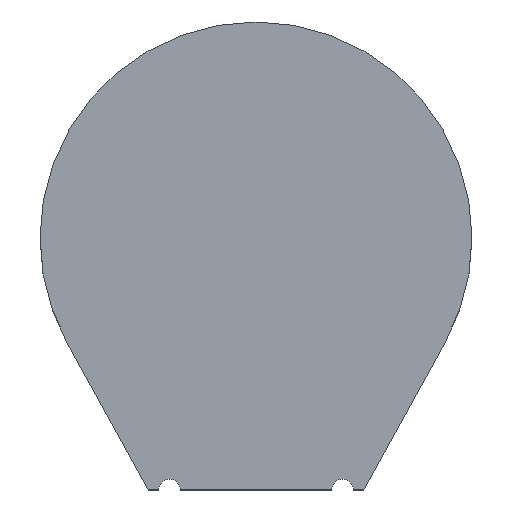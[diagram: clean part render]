
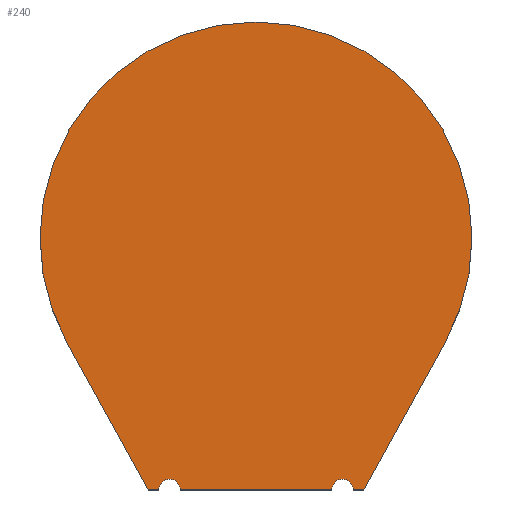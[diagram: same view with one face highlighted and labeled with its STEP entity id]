
A CAD part, top view. The second image highlights one B-rep face of the part: STEP entity #240.
In plain terms, the highlighted planar face has unit normal (0, 0, 1).
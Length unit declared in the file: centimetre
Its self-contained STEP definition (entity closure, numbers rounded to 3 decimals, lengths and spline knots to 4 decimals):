
#6 = CIRCLE ( 'NONE', #311, 3. ) ;
#10 = ORIENTED_EDGE ( 'NONE', *, *, #164, .T. ) ;
#15 = EDGE_CURVE ( 'NONE', #140, #366, #26, .T. ) ;
#16 = LINE ( 'NONE', #431, #219 ) ;
#18 = CARTESIAN_POINT ( 'NONE',  ( -1.35, -3.5, 0.0754 ) ) ;
#26 = CIRCLE ( 'NONE', #244, 0.15 ) ;
#30 = PLANE ( 'NONE',  #372 ) ;
#35 = DIRECTION ( 'NONE',  ( 0., 0., 1. ) ) ;
#41 = CARTESIAN_POINT ( 'NONE',  ( 3., 0., 0.0754 ) ) ;
#46 = CARTESIAN_POINT ( 'NONE',  ( 1.2, -3.5, 0.0754 ) ) ;
#48 = ORIENTED_EDGE ( 'NONE', *, *, #220, .T. ) ;
#62 = DIRECTION ( 'NONE',  ( 0., 0., 1. ) ) ;
#69 = CIRCLE ( 'NONE', #416, 0.15 ) ;
#70 = DIRECTION ( 'NONE',  ( 1., 0., 0. ) ) ;
#74 = CARTESIAN_POINT ( 'NONE',  ( 0., 0., 0.0754 ) ) ;
#76 = EDGE_CURVE ( 'NONE', #315, #140, #359, .T. ) ;
#78 = VECTOR ( 'NONE', #163, 100. ) ;
#82 = VERTEX_POINT ( 'NONE', #158 ) ;
#88 = EDGE_CURVE ( 'NONE', #116, #425, #16, .T. ) ;
#89 = CARTESIAN_POINT ( 'NONE',  ( -1.5, -3.5, 0.0754 ) ) ;
#101 = CARTESIAN_POINT ( 'NONE',  ( 2.6293, -1.4446, 0.0754 ) ) ;
#106 = DIRECTION ( 'NONE',  ( 1., 0., 0. ) ) ;
#107 = ORIENTED_EDGE ( 'NONE', *, *, #15, .T. ) ;
#110 = ORIENTED_EDGE ( 'NONE', *, *, #318, .T. ) ;
#116 = VERTEX_POINT ( 'NONE', #89 ) ;
#123 = CIRCLE ( 'NONE', #273, 3. ) ;
#139 = LINE ( 'NONE', #413, #78 ) ;
#140 = VERTEX_POINT ( 'NONE', #293 ) ;
#141 = DIRECTION ( 'NONE',  ( 1., 0., 0. ) ) ;
#147 = CARTESIAN_POINT ( 'NONE',  ( -2.6293, -1.4446, 0.0754 ) ) ;
#158 = CARTESIAN_POINT ( 'NONE',  ( 1.5, -3.5, 0.0754 ) ) ;
#162 = CARTESIAN_POINT ( 'NONE',  ( 0., 0., 0.0754 ) ) ;
#163 = DIRECTION ( 'NONE',  ( 0.482, 0.876, 0. ) ) ;
#164 = EDGE_CURVE ( 'NONE', #366, #82, #357, .T. ) ;
#166 = CARTESIAN_POINT ( 'NONE',  ( 0., 0., 0.0754 ) ) ;
#167 = VERTEX_POINT ( 'NONE', #18 ) ;
#168 = VECTOR ( 'NONE', #195, 100. ) ;
#176 = CARTESIAN_POINT ( 'NONE',  ( -3., 0., 0.0754 ) ) ;
#177 = DIRECTION ( 'NONE',  ( 0., 0., -1. ) ) ;
#181 = EDGE_CURVE ( 'NONE', #270, #371, #6, .T. ) ;
#183 = CIRCLE ( 'NONE', #436, 3. ) ;
#195 = DIRECTION ( 'NONE',  ( 1., 0., 0. ) ) ;
#199 = FACE_OUTER_BOUND ( 'NONE', #213, .T. ) ;
#201 = CARTESIAN_POINT ( 'NONE',  ( 1.35, -3.5, 0.0754 ) ) ;
#204 = CARTESIAN_POINT ( 'NONE',  ( 0., -3.5, 0.0754 ) ) ;
#209 = EDGE_CURVE ( 'NONE', #315, #167, #69, .T. ) ;
#213 = EDGE_LOOP ( 'NONE', ( #280, #107, #10, #110, #48, #340, #236, #375, #320, #338 ) ) ;
#219 = VECTOR ( 'NONE', #435, 100. ) ;
#220 = EDGE_CURVE ( 'NONE', #231, #270, #123, .T. ) ;
#224 = CARTESIAN_POINT ( 'NONE',  ( 0., 0., 0.0754 ) ) ;
#231 = VERTEX_POINT ( 'NONE', #101 ) ;
#236 = ORIENTED_EDGE ( 'NONE', *, *, #250, .T. ) ;
#240 = ADVANCED_FACE ( 'NONE', ( #199 ), #30, .T. ) ;
#244 = AXIS2_PLACEMENT_3D ( 'NONE', #46, #177, #252 ) ;
#250 = EDGE_CURVE ( 'NONE', #371, #425, #183, .T. ) ;
#252 = DIRECTION ( 'NONE',  ( 1., 0., 0. ) ) ;
#254 = CARTESIAN_POINT ( 'NONE',  ( 0., -3.5, 0.0754 ) ) ;
#256 = EDGE_CURVE ( 'NONE', #116, #167, #439, .T. ) ;
#269 = CARTESIAN_POINT ( 'NONE',  ( -1.05, -3.5, 0.0754 ) ) ;
#270 = VERTEX_POINT ( 'NONE', #41 ) ;
#273 = AXIS2_PLACEMENT_3D ( 'NONE', #74, #330, #70 ) ;
#280 = ORIENTED_EDGE ( 'NONE', *, *, #76, .T. ) ;
#293 = CARTESIAN_POINT ( 'NONE',  ( 1.05, -3.5, 0.0754 ) ) ;
#296 = DIRECTION ( 'NONE',  ( 1., 0., 0. ) ) ;
#311 = AXIS2_PLACEMENT_3D ( 'NONE', #224, #62, #426 ) ;
#315 = VERTEX_POINT ( 'NONE', #269 ) ;
#318 = EDGE_CURVE ( 'NONE', #82, #231, #139, .T. ) ;
#320 = ORIENTED_EDGE ( 'NONE', *, *, #256, .T. ) ;
#323 = DIRECTION ( 'NONE',  ( 1., 0., 0. ) ) ;
#330 = DIRECTION ( 'NONE',  ( 0., 0., 1. ) ) ;
#331 = VECTOR ( 'NONE', #323, 100. ) ;
#336 = DIRECTION ( 'NONE',  ( 0., 0., 1. ) ) ;
#338 = ORIENTED_EDGE ( 'NONE', *, *, #209, .F. ) ;
#340 = ORIENTED_EDGE ( 'NONE', *, *, #181, .T. ) ;
#357 = LINE ( 'NONE', #404, #331 ) ;
#359 = LINE ( 'NONE', #254, #168 ) ;
#366 = VERTEX_POINT ( 'NONE', #201 ) ;
#369 = VECTOR ( 'NONE', #141, 100. ) ;
#371 = VERTEX_POINT ( 'NONE', #176 ) ;
#372 = AXIS2_PLACEMENT_3D ( 'NONE', #162, #336, #296 ) ;
#373 = DIRECTION ( 'NONE',  ( 0., 0., 1. ) ) ;
#375 = ORIENTED_EDGE ( 'NONE', *, *, #88, .F. ) ;
#376 = CARTESIAN_POINT ( 'NONE',  ( -1.2, -3.5, 0.0754 ) ) ;
#404 = CARTESIAN_POINT ( 'NONE',  ( 0., -3.5, 0.0754 ) ) ;
#413 = CARTESIAN_POINT ( 'NONE',  ( 2.6293, -1.4446, 0.0754 ) ) ;
#416 = AXIS2_PLACEMENT_3D ( 'NONE', #376, #35, #106 ) ;
#425 = VERTEX_POINT ( 'NONE', #147 ) ;
#426 = DIRECTION ( 'NONE',  ( 1., 0., 0. ) ) ;
#431 = CARTESIAN_POINT ( 'NONE',  ( -2.6293, -1.4446, 0.0754 ) ) ;
#435 = DIRECTION ( 'NONE',  ( -0.482, 0.876, 0. ) ) ;
#436 = AXIS2_PLACEMENT_3D ( 'NONE', #166, #373, #445 ) ;
#439 = LINE ( 'NONE', #204, #369 ) ;
#445 = DIRECTION ( 'NONE',  ( 1., 0., 0. ) ) ;
